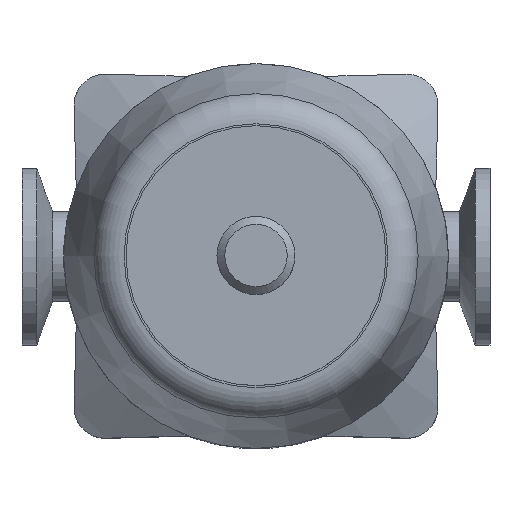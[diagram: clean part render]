
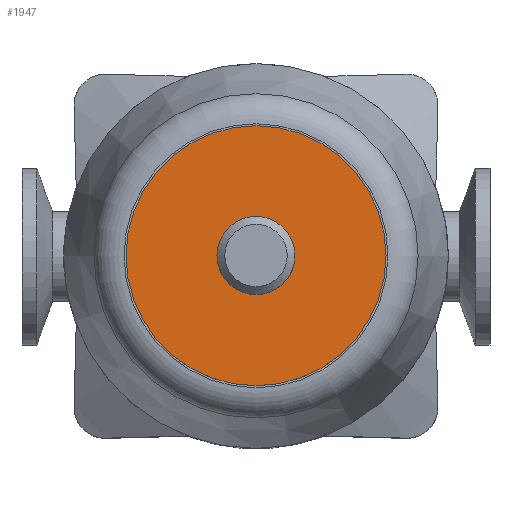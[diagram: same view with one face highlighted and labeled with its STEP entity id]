
A CAD part, top view. The second image highlights one B-rep face of the part: STEP entity #1947.
In plain terms, the highlighted planar face has unit normal (0, 0, 1).
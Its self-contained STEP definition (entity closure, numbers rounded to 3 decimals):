
#157=PLANE('',#2189);
#273=FACE_OUTER_BOUND('',#403,.T.);
#403=EDGE_LOOP('',(#1751));
#787=CIRCLE('',#2190,25.);
#959=VERTEX_POINT('',#3601);
#1230=EDGE_CURVE('',#959,#959,#787,.T.);
#1751=ORIENTED_EDGE('',*,*,#1230,.F.);
#1947=ADVANCED_FACE('',(#273),#157,.T.);
#2189=AXIS2_PLACEMENT_3D('',#3600,#2759,#2760);
#2190=AXIS2_PLACEMENT_3D('',#3602,#2761,#2762);
#2759=DIRECTION('center_axis',(0.,0.,1.));
#2760=DIRECTION('ref_axis',(1.,0.,0.));
#2761=DIRECTION('center_axis',(0.,0.,-1.));
#2762=DIRECTION('ref_axis',(-1.,0.,0.));
#3600=CARTESIAN_POINT('Origin',(-16.25,0.,92.3));
#3601=CARTESIAN_POINT('',(25.,0.,92.3));
#3602=CARTESIAN_POINT('Origin',(0.,0.,92.3));
